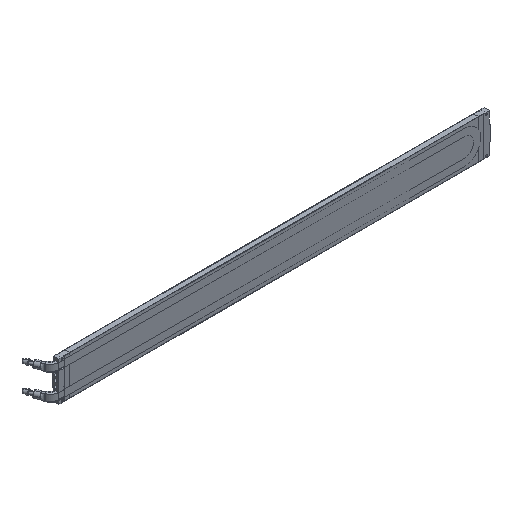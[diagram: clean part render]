
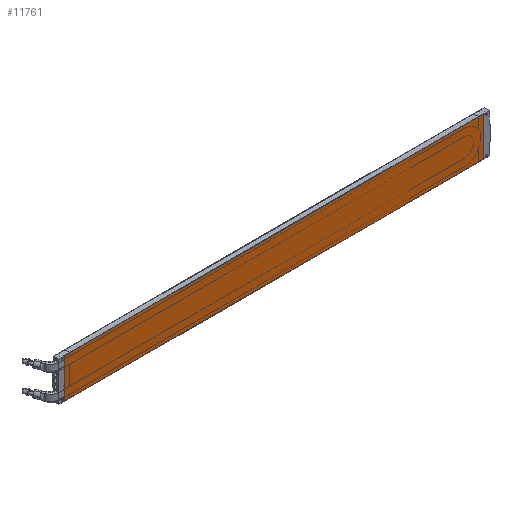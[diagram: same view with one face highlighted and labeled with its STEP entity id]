
A CAD part, isometric view. The second image highlights one B-rep face of the part: STEP entity #11761.
In plain terms, the highlighted face is planar.
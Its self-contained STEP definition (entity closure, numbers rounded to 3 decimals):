
#10 = CARTESIAN_POINT ( 'NONE',  ( -191.75, -18.05, 0.408 ) ) ;
#22 = VECTOR ( 'NONE', #43, 1000. ) ;
#30 = LINE ( 'NONE', #45, #22 ) ;
#42 = CARTESIAN_POINT ( 'NONE',  ( -191.75, 18.05, 0.408 ) ) ;
#43 = DIRECTION ( 'NONE',  ( 0., -1., 0. ) ) ;
#45 = CARTESIAN_POINT ( 'NONE',  ( -191.75, 18.05, 0.408 ) ) ;
#2736 = DIRECTION ( 'NONE',  ( 0., 1., 0. ) ) ;
#2737 = VECTOR ( 'NONE', #2736, 1000. ) ;
#2738 = CARTESIAN_POINT ( 'NONE',  ( 191.75, 18.05, 0.408 ) ) ;
#2739 = LINE ( 'NONE', #2738, #2737 ) ;
#2740 = CARTESIAN_POINT ( 'NONE',  ( 191.75, 18.05, 0.408 ) ) ;
#2885 = DIRECTION ( 'NONE',  ( 1., 0., 0. ) ) ;
#2886 = DIRECTION ( 'NONE',  ( 0., 0., 1. ) ) ;
#2887 = CARTESIAN_POINT ( 'NONE',  ( -191.75, -18.05, 0.408 ) ) ;
#2888 = AXIS2_PLACEMENT_3D ( 'NONE', #2887, #2886, #2885 ) ;
#2889 = PLANE ( 'NONE',  #2888 ) ;
#2890 = FACE_OUTER_BOUND ( 'NONE', #11977, .T. ) ;
#2891 = DIRECTION ( 'NONE',  ( -1., 0., 0. ) ) ;
#2892 = VECTOR ( 'NONE', #2891, 1000. ) ;
#2893 = CARTESIAN_POINT ( 'NONE',  ( -191.75, 18.05, 0.408 ) ) ;
#2894 = LINE ( 'NONE', #2893, #2892 ) ;
#7605 = DIRECTION ( 'NONE',  ( 1., 0., 0. ) ) ;
#7606 = VECTOR ( 'NONE', #7605, 1000. ) ;
#7607 = CARTESIAN_POINT ( 'NONE',  ( -191.75, -18.05, 0.408 ) ) ;
#7616 = LINE ( 'NONE', #7607, #7606 ) ;
#7651 = CARTESIAN_POINT ( 'NONE',  ( 191.75, -18.05, 0.408 ) ) ;
#9949 = EDGE_CURVE ( 'NONE', #10067, #9965, #7616, .T. ) ;
#9965 = VERTEX_POINT ( 'NONE', #7651 ) ;
#10038 = VERTEX_POINT ( 'NONE', #2740 ) ;
#10040 = EDGE_CURVE ( 'NONE', #9965, #10038, #2739, .T. ) ;
#10062 = EDGE_CURVE ( 'NONE', #10063, #10067, #30, .T. ) ;
#10063 = VERTEX_POINT ( 'NONE', #42 ) ;
#10067 = VERTEX_POINT ( 'NONE', #10 ) ;
#11755 = ORIENTED_EDGE ( 'NONE', *, *, #9949, .T. ) ;
#11756 = ORIENTED_EDGE ( 'NONE', *, *, #10040, .T. ) ;
#11757 = ORIENTED_EDGE ( 'NONE', *, *, #11759, .T. ) ;
#11759 = EDGE_CURVE ( 'NONE', #10038, #10063, #2894, .T. ) ;
#11761 = ADVANCED_FACE ( 'NONE', ( #2890 ), #2889, .T. ) ;
#11762 = ORIENTED_EDGE ( 'NONE', *, *, #10062, .T. ) ;
#11977 = EDGE_LOOP ( 'NONE', ( #11762, #11755, #11756, #11757 ) ) ;
